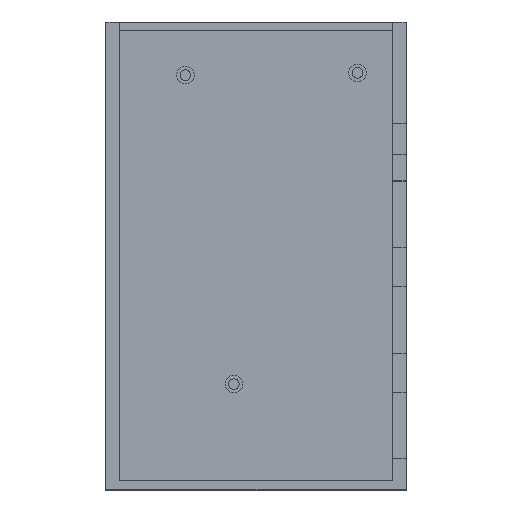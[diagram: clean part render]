
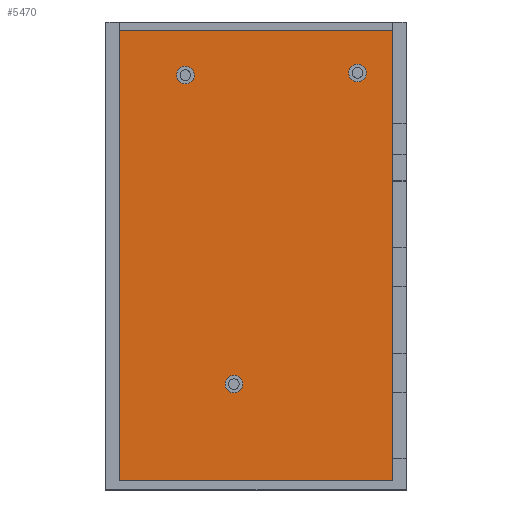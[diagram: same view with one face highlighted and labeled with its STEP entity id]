
A CAD part, top view. The second image highlights one B-rep face of the part: STEP entity #5470.
In plain terms, the highlighted planar face has unit normal (0, 0, 1).
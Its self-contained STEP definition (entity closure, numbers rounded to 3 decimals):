
#1836 = PLANE('',#1837);
#1837 = AXIS2_PLACEMENT_3D('',#1838,#1839,#1840);
#1838 = CARTESIAN_POINT('',(3.,2.,2.));
#1839 = DIRECTION('',(1.,0.,0.));
#1840 = DIRECTION('',(0.,0.,1.));
#2629 = PLANE('',#2630);
#2630 = AXIS2_PLACEMENT_3D('',#2631,#2632,#2633);
#2631 = CARTESIAN_POINT('',(65.,2.,2.));
#2632 = DIRECTION('',(1.,0.,0.));
#2633 = DIRECTION('',(0.,0.,1.));
#2723 = PLANE('',#2724);
#2724 = AXIS2_PLACEMENT_3D('',#2725,#2726,#2727);
#2725 = CARTESIAN_POINT('',(3.,104.,2.));
#2726 = DIRECTION('',(0.,1.,0.));
#2727 = DIRECTION('',(0.,0.,1.));
#4551 = VERTEX_POINT('',#4552);
#4552 = CARTESIAN_POINT('',(3.,2.,2.));
#4566 = PLANE('',#4567);
#4567 = AXIS2_PLACEMENT_3D('',#4568,#4569,#4570);
#4568 = CARTESIAN_POINT('',(3.,2.,2.));
#4569 = DIRECTION('',(0.,1.,0.));
#4570 = DIRECTION('',(0.,0.,1.));
#4578 = EDGE_CURVE('',#4551,#4579,#4581,.T.);
#4579 = VERTEX_POINT('',#4580);
#4580 = CARTESIAN_POINT('',(3.,104.,2.));
#4581 = SURFACE_CURVE('',#4582,(#4586,#4593),.PCURVE_S1.);
#4582 = LINE('',#4583,#4584);
#4583 = CARTESIAN_POINT('',(3.,2.,2.));
#4584 = VECTOR('',#4585,1.);
#4585 = DIRECTION('',(0.,1.,0.));
#4586 = PCURVE('',#1836,#4587);
#4587 = DEFINITIONAL_REPRESENTATION('',(#4588),#4592);
#4588 = LINE('',#4589,#4590);
#4589 = CARTESIAN_POINT('',(0.,0.));
#4590 = VECTOR('',#4591,1.);
#4591 = DIRECTION('',(0.,-1.));
#4592 = ( GEOMETRIC_REPRESENTATION_CONTEXT(2) 
PARAMETRIC_REPRESENTATION_CONTEXT() REPRESENTATION_CONTEXT('2D SPACE',''
  ) );
#4593 = PCURVE('',#4594,#4599);
#4594 = PLANE('',#4595);
#4595 = AXIS2_PLACEMENT_3D('',#4596,#4597,#4598);
#4596 = CARTESIAN_POINT('',(3.,2.,2.));
#4597 = DIRECTION('',(0.,0.,1.));
#4598 = DIRECTION('',(1.,0.,0.));
#4599 = DEFINITIONAL_REPRESENTATION('',(#4600),#4604);
#4600 = LINE('',#4601,#4602);
#4601 = CARTESIAN_POINT('',(0.,0.));
#4602 = VECTOR('',#4603,1.);
#4603 = DIRECTION('',(0.,1.));
#4604 = ( GEOMETRIC_REPRESENTATION_CONTEXT(2) 
PARAMETRIC_REPRESENTATION_CONTEXT() REPRESENTATION_CONTEXT('2D SPACE',''
  ) );
#4680 = VERTEX_POINT('',#4681);
#4681 = CARTESIAN_POINT('',(65.,2.,2.));
#4702 = EDGE_CURVE('',#4680,#4703,#4705,.T.);
#4703 = VERTEX_POINT('',#4704);
#4704 = CARTESIAN_POINT('',(65.,104.,2.));
#4705 = SURFACE_CURVE('',#4706,(#4710,#4717),.PCURVE_S1.);
#4706 = LINE('',#4707,#4708);
#4707 = CARTESIAN_POINT('',(65.,2.,2.));
#4708 = VECTOR('',#4709,1.);
#4709 = DIRECTION('',(0.,1.,0.));
#4710 = PCURVE('',#2629,#4711);
#4711 = DEFINITIONAL_REPRESENTATION('',(#4712),#4716);
#4712 = LINE('',#4713,#4714);
#4713 = CARTESIAN_POINT('',(0.,0.));
#4714 = VECTOR('',#4715,1.);
#4715 = DIRECTION('',(0.,-1.));
#4716 = ( GEOMETRIC_REPRESENTATION_CONTEXT(2) 
PARAMETRIC_REPRESENTATION_CONTEXT() REPRESENTATION_CONTEXT('2D SPACE',''
  ) );
#4717 = PCURVE('',#4594,#4718);
#4718 = DEFINITIONAL_REPRESENTATION('',(#4719),#4723);
#4719 = LINE('',#4720,#4721);
#4720 = CARTESIAN_POINT('',(62.,0.));
#4721 = VECTOR('',#4722,1.);
#4722 = DIRECTION('',(0.,1.));
#4723 = ( GEOMETRIC_REPRESENTATION_CONTEXT(2) 
PARAMETRIC_REPRESENTATION_CONTEXT() REPRESENTATION_CONTEXT('2D SPACE',''
  ) );
#4829 = EDGE_CURVE('',#4579,#4703,#4830,.T.);
#4830 = SURFACE_CURVE('',#4831,(#4835,#4842),.PCURVE_S1.);
#4831 = LINE('',#4832,#4833);
#4832 = CARTESIAN_POINT('',(3.,104.,2.));
#4833 = VECTOR('',#4834,1.);
#4834 = DIRECTION('',(1.,0.,0.));
#4835 = PCURVE('',#2723,#4836);
#4836 = DEFINITIONAL_REPRESENTATION('',(#4837),#4841);
#4837 = LINE('',#4838,#4839);
#4838 = CARTESIAN_POINT('',(0.,0.));
#4839 = VECTOR('',#4840,1.);
#4840 = DIRECTION('',(0.,1.));
#4841 = ( GEOMETRIC_REPRESENTATION_CONTEXT(2) 
PARAMETRIC_REPRESENTATION_CONTEXT() REPRESENTATION_CONTEXT('2D SPACE',''
  ) );
#4842 = PCURVE('',#4594,#4843);
#4843 = DEFINITIONAL_REPRESENTATION('',(#4844),#4848);
#4844 = LINE('',#4845,#4846);
#4845 = CARTESIAN_POINT('',(0.,102.));
#4846 = VECTOR('',#4847,1.);
#4847 = DIRECTION('',(1.,0.));
#4848 = ( GEOMETRIC_REPRESENTATION_CONTEXT(2) 
PARAMETRIC_REPRESENTATION_CONTEXT() REPRESENTATION_CONTEXT('2D SPACE',''
  ) );
#5448 = EDGE_CURVE('',#4551,#4680,#5449,.T.);
#5449 = SURFACE_CURVE('',#5450,(#5454,#5461),.PCURVE_S1.);
#5450 = LINE('',#5451,#5452);
#5451 = CARTESIAN_POINT('',(3.,2.,2.));
#5452 = VECTOR('',#5453,1.);
#5453 = DIRECTION('',(1.,0.,0.));
#5454 = PCURVE('',#4566,#5455);
#5455 = DEFINITIONAL_REPRESENTATION('',(#5456),#5460);
#5456 = LINE('',#5457,#5458);
#5457 = CARTESIAN_POINT('',(0.,0.));
#5458 = VECTOR('',#5459,1.);
#5459 = DIRECTION('',(0.,1.));
#5460 = ( GEOMETRIC_REPRESENTATION_CONTEXT(2) 
PARAMETRIC_REPRESENTATION_CONTEXT() REPRESENTATION_CONTEXT('2D SPACE',''
  ) );
#5461 = PCURVE('',#4594,#5462);
#5462 = DEFINITIONAL_REPRESENTATION('',(#5463),#5467);
#5463 = LINE('',#5464,#5465);
#5464 = CARTESIAN_POINT('',(0.,0.));
#5465 = VECTOR('',#5466,1.);
#5466 = DIRECTION('',(1.,0.));
#5467 = ( GEOMETRIC_REPRESENTATION_CONTEXT(2) 
PARAMETRIC_REPRESENTATION_CONTEXT() REPRESENTATION_CONTEXT('2D SPACE',''
  ) );
#5470 = ADVANCED_FACE('',(#5471,#5477,#5512,#5547),#4594,.T.);
#5471 = FACE_BOUND('',#5472,.T.);
#5472 = EDGE_LOOP('',(#5473,#5474,#5475,#5476));
#5473 = ORIENTED_EDGE('',*,*,#4578,.F.);
#5474 = ORIENTED_EDGE('',*,*,#5448,.T.);
#5475 = ORIENTED_EDGE('',*,*,#4702,.T.);
#5476 = ORIENTED_EDGE('',*,*,#4829,.F.);
#5477 = FACE_BOUND('',#5478,.T.);
#5478 = EDGE_LOOP('',(#5479));
#5479 = ORIENTED_EDGE('',*,*,#5480,.T.);
#5480 = EDGE_CURVE('',#5481,#5481,#5483,.T.);
#5481 = VERTEX_POINT('',#5482);
#5482 = CARTESIAN_POINT('',(31.,24.,2.));
#5483 = SURFACE_CURVE('',#5484,(#5489,#5500),.PCURVE_S1.);
#5484 = CIRCLE('',#5485,2.);
#5485 = AXIS2_PLACEMENT_3D('',#5486,#5487,#5488);
#5486 = CARTESIAN_POINT('',(29.,24.,2.));
#5487 = DIRECTION('',(0.,0.,-1.));
#5488 = DIRECTION('',(1.,0.,0.));
#5489 = PCURVE('',#4594,#5490);
#5490 = DEFINITIONAL_REPRESENTATION('',(#5491),#5499);
#5491 = ( BOUNDED_CURVE() B_SPLINE_CURVE(2,(#5492,#5493,#5494,#5495,
#5496,#5497,#5498),.UNSPECIFIED.,.T.,.F.) B_SPLINE_CURVE_WITH_KNOTS((1,2
    ,2,2,2,1),(-2.094,0.,2.094,4.189,
6.283,8.378),.UNSPECIFIED.) CURVE() 
GEOMETRIC_REPRESENTATION_ITEM() RATIONAL_B_SPLINE_CURVE((1.,0.5,1.,0.5,
1.,0.5,1.)) REPRESENTATION_ITEM('') );
#5492 = CARTESIAN_POINT('',(28.,22.));
#5493 = CARTESIAN_POINT('',(28.,18.536));
#5494 = CARTESIAN_POINT('',(25.,20.268));
#5495 = CARTESIAN_POINT('',(22.,22.));
#5496 = CARTESIAN_POINT('',(25.,23.732));
#5497 = CARTESIAN_POINT('',(28.,25.464));
#5498 = CARTESIAN_POINT('',(28.,22.));
#5499 = ( GEOMETRIC_REPRESENTATION_CONTEXT(2) 
PARAMETRIC_REPRESENTATION_CONTEXT() REPRESENTATION_CONTEXT('2D SPACE',''
  ) );
#5500 = PCURVE('',#5501,#5506);
#5501 = CYLINDRICAL_SURFACE('',#5502,2.);
#5502 = AXIS2_PLACEMENT_3D('',#5503,#5504,#5505);
#5503 = CARTESIAN_POINT('',(29.,24.,0.));
#5504 = DIRECTION('',(-0.,-0.,-1.));
#5505 = DIRECTION('',(1.,0.,0.));
#5506 = DEFINITIONAL_REPRESENTATION('',(#5507),#5511);
#5507 = LINE('',#5508,#5509);
#5508 = CARTESIAN_POINT('',(-6.283,-2.));
#5509 = VECTOR('',#5510,1.);
#5510 = DIRECTION('',(1.,-0.));
#5511 = ( GEOMETRIC_REPRESENTATION_CONTEXT(2) 
PARAMETRIC_REPRESENTATION_CONTEXT() REPRESENTATION_CONTEXT('2D SPACE',''
  ) );
#5512 = FACE_BOUND('',#5513,.T.);
#5513 = EDGE_LOOP('',(#5514));
#5514 = ORIENTED_EDGE('',*,*,#5515,.T.);
#5515 = EDGE_CURVE('',#5516,#5516,#5518,.T.);
#5516 = VERTEX_POINT('',#5517);
#5517 = CARTESIAN_POINT('',(20.,94.,2.));
#5518 = SURFACE_CURVE('',#5519,(#5524,#5535),.PCURVE_S1.);
#5519 = CIRCLE('',#5520,2.);
#5520 = AXIS2_PLACEMENT_3D('',#5521,#5522,#5523);
#5521 = CARTESIAN_POINT('',(18.,94.,2.));
#5522 = DIRECTION('',(0.,0.,-1.));
#5523 = DIRECTION('',(1.,0.,0.));
#5524 = PCURVE('',#4594,#5525);
#5525 = DEFINITIONAL_REPRESENTATION('',(#5526),#5534);
#5526 = ( BOUNDED_CURVE() B_SPLINE_CURVE(2,(#5527,#5528,#5529,#5530,
#5531,#5532,#5533),.UNSPECIFIED.,.T.,.F.) B_SPLINE_CURVE_WITH_KNOTS((1,2
    ,2,2,2,1),(-2.094,0.,2.094,4.189,
6.283,8.378),.UNSPECIFIED.) CURVE() 
GEOMETRIC_REPRESENTATION_ITEM() RATIONAL_B_SPLINE_CURVE((1.,0.5,1.,0.5,
1.,0.5,1.)) REPRESENTATION_ITEM('') );
#5527 = CARTESIAN_POINT('',(17.,92.));
#5528 = CARTESIAN_POINT('',(17.,88.536));
#5529 = CARTESIAN_POINT('',(14.,90.268));
#5530 = CARTESIAN_POINT('',(11.,92.));
#5531 = CARTESIAN_POINT('',(14.,93.732));
#5532 = CARTESIAN_POINT('',(17.,95.464));
#5533 = CARTESIAN_POINT('',(17.,92.));
#5534 = ( GEOMETRIC_REPRESENTATION_CONTEXT(2) 
PARAMETRIC_REPRESENTATION_CONTEXT() REPRESENTATION_CONTEXT('2D SPACE',''
  ) );
#5535 = PCURVE('',#5536,#5541);
#5536 = CYLINDRICAL_SURFACE('',#5537,2.);
#5537 = AXIS2_PLACEMENT_3D('',#5538,#5539,#5540);
#5538 = CARTESIAN_POINT('',(18.,94.,0.));
#5539 = DIRECTION('',(-0.,-0.,-1.));
#5540 = DIRECTION('',(1.,0.,0.));
#5541 = DEFINITIONAL_REPRESENTATION('',(#5542),#5546);
#5542 = LINE('',#5543,#5544);
#5543 = CARTESIAN_POINT('',(-6.283,-2.));
#5544 = VECTOR('',#5545,1.);
#5545 = DIRECTION('',(1.,-0.));
#5546 = ( GEOMETRIC_REPRESENTATION_CONTEXT(2) 
PARAMETRIC_REPRESENTATION_CONTEXT() REPRESENTATION_CONTEXT('2D SPACE',''
  ) );
#5547 = FACE_BOUND('',#5548,.T.);
#5548 = EDGE_LOOP('',(#5549));
#5549 = ORIENTED_EDGE('',*,*,#5550,.T.);
#5550 = EDGE_CURVE('',#5551,#5551,#5553,.T.);
#5551 = VERTEX_POINT('',#5552);
#5552 = CARTESIAN_POINT('',(59.,94.5,2.));
#5553 = SURFACE_CURVE('',#5554,(#5559,#5570),.PCURVE_S1.);
#5554 = CIRCLE('',#5555,2.);
#5555 = AXIS2_PLACEMENT_3D('',#5556,#5557,#5558);
#5556 = CARTESIAN_POINT('',(57.,94.5,2.));
#5557 = DIRECTION('',(0.,0.,-1.));
#5558 = DIRECTION('',(1.,0.,0.));
#5559 = PCURVE('',#4594,#5560);
#5560 = DEFINITIONAL_REPRESENTATION('',(#5561),#5569);
#5561 = ( BOUNDED_CURVE() B_SPLINE_CURVE(2,(#5562,#5563,#5564,#5565,
#5566,#5567,#5568),.UNSPECIFIED.,.T.,.F.) B_SPLINE_CURVE_WITH_KNOTS((1,2
    ,2,2,2,1),(-2.094,0.,2.094,4.189,
6.283,8.378),.UNSPECIFIED.) CURVE() 
GEOMETRIC_REPRESENTATION_ITEM() RATIONAL_B_SPLINE_CURVE((1.,0.5,1.,0.5,
1.,0.5,1.)) REPRESENTATION_ITEM('') );
#5562 = CARTESIAN_POINT('',(56.,92.5));
#5563 = CARTESIAN_POINT('',(56.,89.036));
#5564 = CARTESIAN_POINT('',(53.,90.768));
#5565 = CARTESIAN_POINT('',(50.,92.5));
#5566 = CARTESIAN_POINT('',(53.,94.232));
#5567 = CARTESIAN_POINT('',(56.,95.964));
#5568 = CARTESIAN_POINT('',(56.,92.5));
#5569 = ( GEOMETRIC_REPRESENTATION_CONTEXT(2) 
PARAMETRIC_REPRESENTATION_CONTEXT() REPRESENTATION_CONTEXT('2D SPACE',''
  ) );
#5570 = PCURVE('',#5571,#5576);
#5571 = CYLINDRICAL_SURFACE('',#5572,2.);
#5572 = AXIS2_PLACEMENT_3D('',#5573,#5574,#5575);
#5573 = CARTESIAN_POINT('',(57.,94.5,0.));
#5574 = DIRECTION('',(-0.,-0.,-1.));
#5575 = DIRECTION('',(1.,0.,0.));
#5576 = DEFINITIONAL_REPRESENTATION('',(#5577),#5581);
#5577 = LINE('',#5578,#5579);
#5578 = CARTESIAN_POINT('',(-6.283,-2.));
#5579 = VECTOR('',#5580,1.);
#5580 = DIRECTION('',(1.,-0.));
#5581 = ( GEOMETRIC_REPRESENTATION_CONTEXT(2) 
PARAMETRIC_REPRESENTATION_CONTEXT() REPRESENTATION_CONTEXT('2D SPACE',''
  ) );
